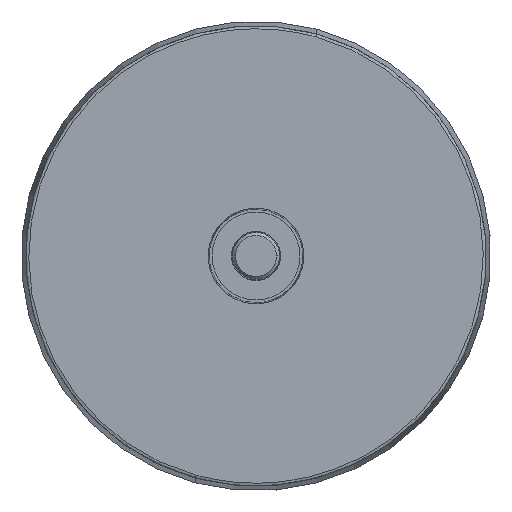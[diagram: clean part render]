
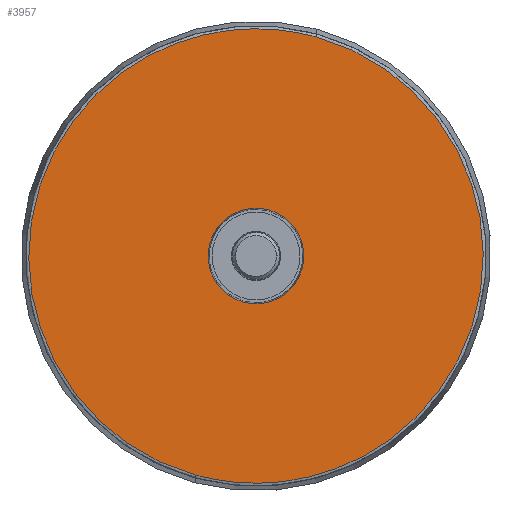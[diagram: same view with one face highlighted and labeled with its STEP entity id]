
A CAD part, front view. The second image highlights one B-rep face of the part: STEP entity #3957.
In plain terms, the highlighted planar face has unit normal (0, -1, 0).
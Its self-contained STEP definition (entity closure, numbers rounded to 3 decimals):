
#189 = ORIENTED_EDGE ( 'NONE', *, *, #1793, .F. ) ;
#212 = CARTESIAN_POINT ( 'NONE',  ( -38.773, -5., 0.251 ) ) ;
#332 = ORIENTED_EDGE ( 'NONE', *, *, #3657, .F. ) ;
#469 = VERTEX_POINT ( 'NONE', #2528 ) ;
#478 = CARTESIAN_POINT ( 'NONE',  ( 38.774, -5., 0. ) ) ;
#615 = EDGE_CURVE ( 'NONE', #1336, #3960, #2224, .T. ) ;
#631 = AXIS2_PLACEMENT_3D ( 'NONE', #1726, #2360, #1434 ) ;
#902 = CARTESIAN_POINT ( 'NONE',  ( -38.773, -5., 0.251 ) ) ;
#944 =( BOUNDED_CURVE ( )  B_SPLINE_CURVE ( 3, ( #5517, #4593, #4683, #4648 ),
 .UNSPECIFIED., .F., .F. ) 
 B_SPLINE_CURVE_WITH_KNOTS ( ( 4, 4 ),
 ( 0., 0.002 ),
 .UNSPECIFIED. ) 
 CURVE ( )  GEOMETRIC_REPRESENTATION_ITEM ( )  RATIONAL_B_SPLINE_CURVE ( ( 1., 1., 1., 1. ) ) 
 REPRESENTATION_ITEM ( '' )  );
#1209 = CARTESIAN_POINT ( 'NONE',  ( -40.325, -5., 40.353 ) ) ;
#1336 = VERTEX_POINT ( 'NONE', #2863 ) ;
#1434 = DIRECTION ( 'NONE',  ( 1., 0., 0. ) ) ;
#1534 = CARTESIAN_POINT ( 'NONE',  ( -38.774, -5., -77.048 ) ) ;
#1613 = DIRECTION ( 'NONE',  ( 0., -1., 0. ) ) ;
#1726 = CARTESIAN_POINT ( 'NONE',  ( 0., -5., 0. ) ) ;
#1793 = EDGE_CURVE ( 'NONE', #5701, #3393, #2512, .T. ) ;
#1866 = EDGE_CURVE ( 'NONE', #3960, #1336, #4951, .T. ) ;
#1879 = CARTESIAN_POINT ( 'NONE',  ( 38.274, -5., -77.298 ) ) ;
#2144 = FACE_OUTER_BOUND ( 'NONE', #3989, .T. ) ;
#2171 = DIRECTION ( 'NONE',  ( 0., 1., 0. ) ) ;
#2224 = CIRCLE ( 'NONE', #631, 8.168 ) ;
#2360 = DIRECTION ( 'NONE',  ( 0., -1., 0. ) ) ;
#2373 = CARTESIAN_POINT ( 'NONE',  ( 38.774, -5., -0.167 ) ) ;
#2390 = ORIENTED_EDGE ( 'NONE', *, *, #5108, .F. ) ;
#2430 = AXIS2_PLACEMENT_3D ( 'NONE', #3368, #1613, #3278 ) ;
#2512 =( BOUNDED_CURVE ( )  B_SPLINE_CURVE ( 3, ( #212, #3835, #2934, #2516 ),
 .UNSPECIFIED., .F., .F. ) 
 B_SPLINE_CURVE_WITH_KNOTS ( ( 4, 4 ),
 ( 0.002, 1. ),
 .UNSPECIFIED. ) 
 CURVE ( )  GEOMETRIC_REPRESENTATION_ITEM ( )  RATIONAL_B_SPLINE_CURVE ( ( 1., 0.335, 0.335, 1. ) ) 
 REPRESENTATION_ITEM ( '' )  );
#2516 = CARTESIAN_POINT ( 'NONE',  ( 38.774, -5., 0. ) ) ;
#2528 = CARTESIAN_POINT ( 'NONE',  ( -38.774, -5., 0. ) ) ;
#2666 = EDGE_CURVE ( 'NONE', #3069, #469, #5109, .T. ) ;
#2856 = CARTESIAN_POINT ( 'NONE',  ( -38.774, -5., 0. ) ) ;
#2863 = CARTESIAN_POINT ( 'NONE',  ( -8.168, -5., 0. ) ) ;
#2934 = CARTESIAN_POINT ( 'NONE',  ( 38.774, -5., 77.048 ) ) ;
#3069 = VERTEX_POINT ( 'NONE', #4048 ) ;
#3085 = PLANE ( 'NONE',  #3472 ) ;
#3278 = DIRECTION ( 'NONE',  ( 1., 0., 0. ) ) ;
#3368 = CARTESIAN_POINT ( 'NONE',  ( 0., -5., 0. ) ) ;
#3393 = VERTEX_POINT ( 'NONE', #5424 ) ;
#3472 = AXIS2_PLACEMENT_3D ( 'NONE', #1209, #2171, #4354 ) ;
#3538 = ORIENTED_EDGE ( 'NONE', *, *, #1866, .F. ) ;
#3653 = ORIENTED_EDGE ( 'NONE', *, *, #615, .F. ) ;
#3657 = EDGE_CURVE ( 'NONE', #3393, #3069, #4522, .T. ) ;
#3835 = CARTESIAN_POINT ( 'NONE',  ( -38.274, -5., 77.298 ) ) ;
#3957 = ADVANCED_FACE ( 'NONE', ( #4795, #2144 ), #3085, .F. ) ;
#3960 = VERTEX_POINT ( 'NONE', #5604 ) ;
#3989 = EDGE_LOOP ( 'NONE', ( #332, #189, #2390, #4455 ) ) ;
#4048 = CARTESIAN_POINT ( 'NONE',  ( 38.773, -5., -0.251 ) ) ;
#4126 = CARTESIAN_POINT ( 'NONE',  ( 38.773, -5., -0.251 ) ) ;
#4354 = DIRECTION ( 'NONE',  ( 1., 0., 0. ) ) ;
#4455 = ORIENTED_EDGE ( 'NONE', *, *, #2666, .F. ) ;
#4518 = EDGE_LOOP ( 'NONE', ( #3538, #3653 ) ) ;
#4522 =( BOUNDED_CURVE ( )  B_SPLINE_CURVE ( 3, ( #478, #5417, #2373, #4948 ),
 .UNSPECIFIED., .F., .F. ) 
 B_SPLINE_CURVE_WITH_KNOTS ( ( 4, 4 ),
 ( 0., 0.002 ),
 .UNSPECIFIED. ) 
 CURVE ( )  GEOMETRIC_REPRESENTATION_ITEM ( )  RATIONAL_B_SPLINE_CURVE ( ( 1., 1., 1., 1. ) ) 
 REPRESENTATION_ITEM ( '' )  );
#4593 = CARTESIAN_POINT ( 'NONE',  ( -38.774, -5., 0.084 ) ) ;
#4648 = CARTESIAN_POINT ( 'NONE',  ( -38.773, -5., 0.251 ) ) ;
#4683 = CARTESIAN_POINT ( 'NONE',  ( -38.774, -5., 0.167 ) ) ;
#4795 = FACE_BOUND ( 'NONE', #4518, .T. ) ;
#4948 = CARTESIAN_POINT ( 'NONE',  ( 38.773, -5., -0.251 ) ) ;
#4951 = CIRCLE ( 'NONE', #2430, 8.168 ) ;
#5108 = EDGE_CURVE ( 'NONE', #469, #5701, #944, .T. ) ;
#5109 =( BOUNDED_CURVE ( )  B_SPLINE_CURVE ( 3, ( #4126, #1879, #1534, #2856 ),
 .UNSPECIFIED., .F., .F. ) 
 B_SPLINE_CURVE_WITH_KNOTS ( ( 4, 4 ),
 ( 0.002, 1. ),
 .UNSPECIFIED. ) 
 CURVE ( )  GEOMETRIC_REPRESENTATION_ITEM ( )  RATIONAL_B_SPLINE_CURVE ( ( 1., 0.335, 0.335, 1. ) ) 
 REPRESENTATION_ITEM ( '' )  );
#5417 = CARTESIAN_POINT ( 'NONE',  ( 38.774, -5., -0.084 ) ) ;
#5424 = CARTESIAN_POINT ( 'NONE',  ( 38.774, -5., 0. ) ) ;
#5517 = CARTESIAN_POINT ( 'NONE',  ( -38.774, -5., 0. ) ) ;
#5604 = CARTESIAN_POINT ( 'NONE',  ( 8.168, -5., 0. ) ) ;
#5701 = VERTEX_POINT ( 'NONE', #902 ) ;
